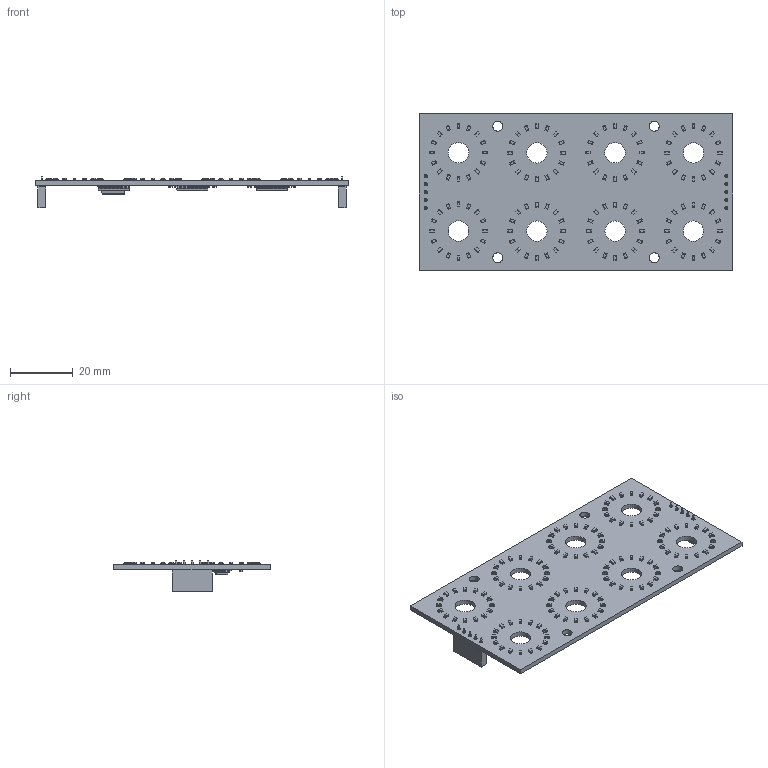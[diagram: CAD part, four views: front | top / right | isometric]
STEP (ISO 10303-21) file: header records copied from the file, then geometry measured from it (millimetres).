
FILE_DESCRIPTION(('KiCad electronic assembly'),'2;1');
FILE_NAME('Led ring NO rgb.step','2023-03-14T13:08:03',('Pcbnew'),( 'Kicad'),'Open CASCADE STEP processor 7.6','KiCad to STEP converter' ,'Unknown');
FILE_SCHEMA(('AUTOMOTIVE_DESIGN { 1 0 10303 214 1 1 1 1 }'));
Length unit declared in the file: millimetre
Products named in the file (14): Led ring NO rgb 1; sml-310vtt86; COMPOUND; CL05B104KO5NNNC; PinSocket_1x05_P2.54mm_Vertical; SOLID; R_0805_2012Metric; 74HC595D,118; ULN2803ADWR; PCB
Assembly tree (160 placements, depth 3):
  Led ring NO rgb 1
    sml-310vtt86  x128
      COMPOUND
    CL05B104KO5NNNC  x3
      COMPOUND
    PinSocket_1x05_P2.54mm_Vertical  x2
      SOLID
    R_0805_2012Metric  x16
      SOLID
    74HC595D,118  x3
      COMPOUND
    ULN2803ADWR
      COMPOUND
    PCB
Bounding box: 100 x 50 x 10.1 mm (x, y, z)
Volume: 8424.7 mm3; surface area: 13537 mm2
Topology: 741 solids, 741 shells, 9570 faces, 23526 edges, 15430 vertices
Faces by surface type: plane 8745, cylinder 771, sphere 54
Full cylindrical faces by diameter (mm): 0.938 x1, 1 x10, 3.2 x4, 6.5 x8
Entity records: 70706 total; most frequent: CARTESIAN_POINT 13558, DIRECTION 10590, LINE 6833, VECTOR 6833, ORIENTED_EDGE 5304, PCURVE 5304, DEFINITIONAL_REPRESENTATION 5304, EDGE_CURVE 2652
